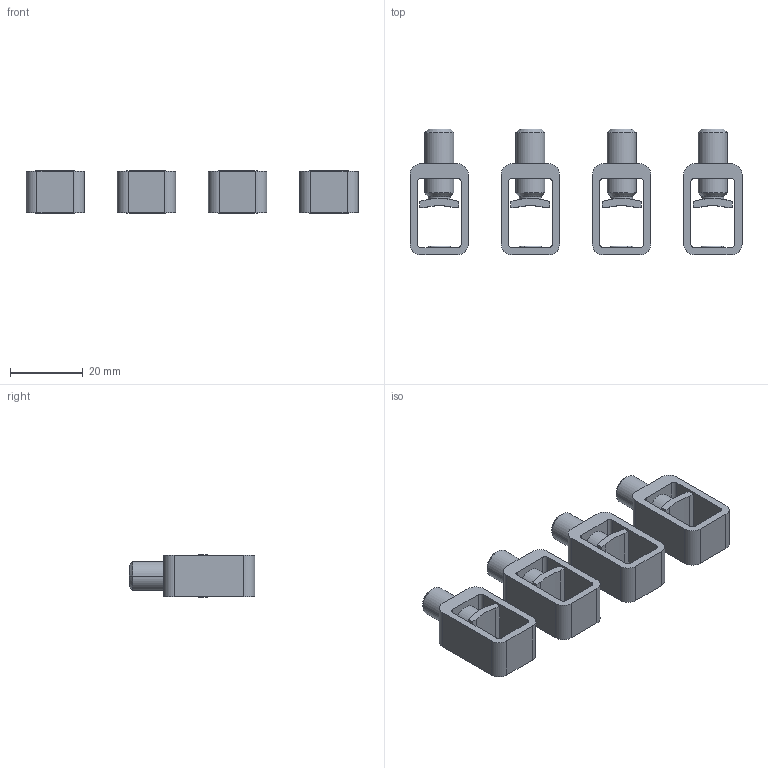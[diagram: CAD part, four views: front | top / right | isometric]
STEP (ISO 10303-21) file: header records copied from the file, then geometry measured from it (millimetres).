
FILE_DESCRIPTION(('CATIA V5 STEP Exchange'),'2;1');
FILE_NAME('1SDH001295R0123_1PA_001_00_XT1_4P_PLUG-IN_FCCu_SUP.stp','2014-11-11T15:22:08+00:00',('none'),('none'),'CATIA Version 5 Release 20 SP 1 (IN-10)','CATIA V5 STEP AP214','none');
FILE_SCHEMA(('AUTOMOTIVE_DESIGN { 1 0 10303 214 1 1 1 1 }'));
Length unit declared in the file: millimetre
Products named in the file (1): 1SDH001295R0123_1PA_001_00_XT1_4P_PLUG-IN_FCCu_SUP
Bounding box: 91 x 34.5 x 11.7 mm (x, y, z)
Volume: 11522.9 mm3; surface area: 10128.8 mm2
Topology: 4 solids, 4 shells, 160 faces, 384 edges, 248 vertices
Faces by surface type: plane 72, cylinder 64, cone 24
Entity records: 5523 total; most frequent: CARTESIAN_POINT 833, ORIENTED_EDGE 768, DIRECTION 600, EDGE_CURVE 384, AXIS2_PLACEMENT_3D 257, VERTEX_POINT 248, VECTOR 232, LINE 232
